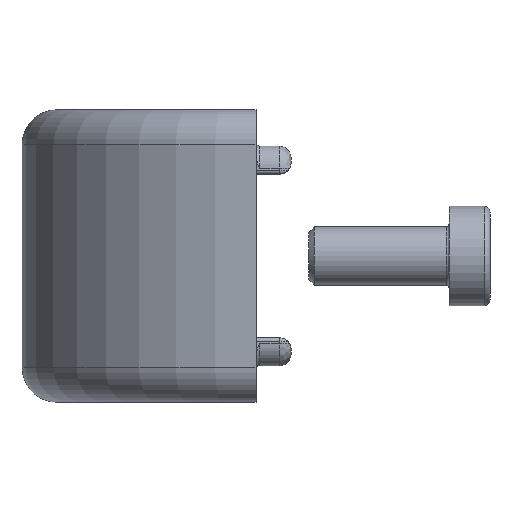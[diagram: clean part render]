
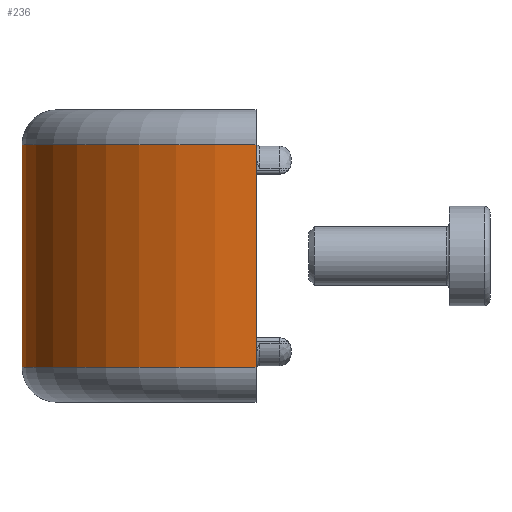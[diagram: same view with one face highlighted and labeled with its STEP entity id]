
A CAD part, front view. The second image highlights one B-rep face of the part: STEP entity #236.
In plain terms, the highlighted cylindrical face has radius 20 mm (diameter 40 mm), a partial arc.
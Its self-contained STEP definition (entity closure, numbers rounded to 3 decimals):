
#236 = ADVANCED_FACE( '', ( #415 ), #416, .T. );
#415 = FACE_OUTER_BOUND( '', #671, .T. );
#416 = CYLINDRICAL_SURFACE( '', #672, 20. );
#671 = EDGE_LOOP( '', ( #1306, #1307, #1308, #1309 ) );
#672 = AXIS2_PLACEMENT_3D( '', #1310, #1311, #1312 );
#1306 = ORIENTED_EDGE( '', *, *, #1968, .T. );
#1307 = ORIENTED_EDGE( '', *, *, #1969, .F. );
#1308 = ORIENTED_EDGE( '', *, *, #1970, .F. );
#1309 = ORIENTED_EDGE( '', *, *, #1965, .T. );
#1310 = CARTESIAN_POINT( '', ( 0., 10., 12.5 ) );
#1311 = DIRECTION( '', ( 0., 0., -1. ) );
#1312 = DIRECTION( '', ( 1., 0., 0. ) );
#1965 = EDGE_CURVE( '', #2365, #2366, #2367, .T. );
#1968 = EDGE_CURVE( '', #2366, #2370, #2371, .T. );
#1969 = EDGE_CURVE( '', #2372, #2370, #2373, .T. );
#1970 = EDGE_CURVE( '', #2365, #2372, #2374, .T. );
#2365 = VERTEX_POINT( '', #3048 );
#2366 = VERTEX_POINT( '', #3049 );
#2367 = CIRCLE( '', #3050, 20. );
#2370 = VERTEX_POINT( '', #3053 );
#2371 = LINE( '', #3054, #3055 );
#2372 = VERTEX_POINT( '', #3056 );
#2373 = CIRCLE( '', #3057, 20. );
#2374 = LINE( '', #3058, #3059 );
#3048 = CARTESIAN_POINT( '', ( -20., 10., -9.5 ) );
#3049 = CARTESIAN_POINT( '', ( 0., -10., -9.5 ) );
#3050 = AXIS2_PLACEMENT_3D( '', #3568, #3569, #3570 );
#3053 = CARTESIAN_POINT( '', ( 0., -10., 9.5 ) );
#3054 = CARTESIAN_POINT( '', ( 0., -10., -9.5 ) );
#3055 = VECTOR( '', #3577, 1000. );
#3056 = CARTESIAN_POINT( '', ( -20., 10., 9.5 ) );
#3057 = AXIS2_PLACEMENT_3D( '', #3578, #3579, #3580 );
#3058 = CARTESIAN_POINT( '', ( -20., 10., -9.5 ) );
#3059 = VECTOR( '', #3581, 1000. );
#3568 = CARTESIAN_POINT( '', ( 0., 10., -9.5 ) );
#3569 = DIRECTION( '', ( 0., 0., 1. ) );
#3570 = DIRECTION( '', ( 1., 0., 0. ) );
#3577 = DIRECTION( '', ( 0., 0., 1. ) );
#3578 = CARTESIAN_POINT( '', ( 0., 10., 9.5 ) );
#3579 = DIRECTION( '', ( 0., 0., 1. ) );
#3580 = DIRECTION( '', ( 1., 0., 0. ) );
#3581 = DIRECTION( '', ( 0., 0., 1. ) );
